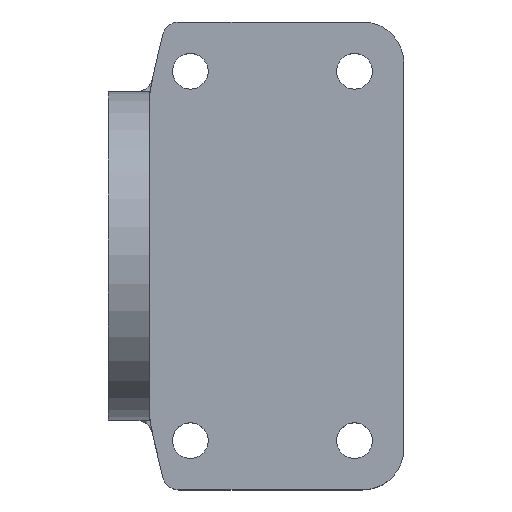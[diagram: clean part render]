
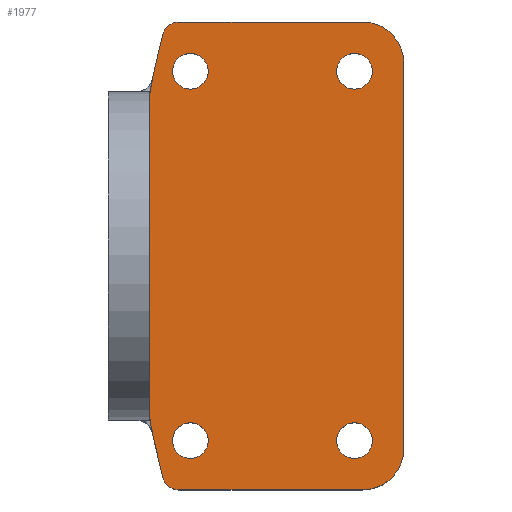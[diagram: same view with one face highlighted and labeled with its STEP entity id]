
A CAD part, top view. The second image highlights one B-rep face of the part: STEP entity #1977.
In plain terms, the highlighted planar face has unit normal (0, 0, 1).
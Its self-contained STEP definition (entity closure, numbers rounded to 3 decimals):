
#1287 = VERTEX_POINT('',#1288);
#1288 = CARTESIAN_POINT('',(5.,-18.416,-25.));
#1301 = EDGE_CURVE('',#1287,#1302,#1304,.T.);
#1302 = VERTEX_POINT('',#1303);
#1303 = CARTESIAN_POINT('',(5.,18.416,-25.));
#1304 = LINE('',#1305,#1306);
#1305 = CARTESIAN_POINT('',(5.,-20.,-25.));
#1306 = VECTOR('',#1307,1.);
#1307 = DIRECTION('',(0.,1.,0.));
#1379 = VERTEX_POINT('',#1380);
#1380 = CARTESIAN_POINT('',(5.363,21.542,-25.));
#1406 = EDGE_CURVE('',#1379,#1302,#1407,.T.);
#1407 = B_SPLINE_CURVE_WITH_KNOTS('',9,(#1408,#1409,#1410,#1411,#1412,
    #1413,#1414,#1415,#1416,#1417),.UNSPECIFIED.,.F.,.F.,(10,10),(0.,1.)
  ,.PIECEWISE_BEZIER_KNOTS.);
#1408 = CARTESIAN_POINT('',(5.363,21.542,-25.));
#1409 = CARTESIAN_POINT('',(5.283,21.201,-25.));
#1410 = CARTESIAN_POINT('',(5.212,20.857,-25.));
#1411 = CARTESIAN_POINT('',(5.152,20.512,-25.));
#1412 = CARTESIAN_POINT('',(5.101,20.165,-25.));
#1413 = CARTESIAN_POINT('',(5.061,19.816,-25.));
#1414 = CARTESIAN_POINT('',(5.03,19.467,-25.));
#1415 = CARTESIAN_POINT('',(5.01,19.117,-25.));
#1416 = CARTESIAN_POINT('',(5.,18.766,-25.));
#1417 = CARTESIAN_POINT('',(5.,18.416,-25.));
#1507 = VERTEX_POINT('',#1508);
#1508 = CARTESIAN_POINT('',(5.363,-21.542,-25.));
#1535 = EDGE_CURVE('',#1507,#1287,#1536,.T.);
#1536 = B_SPLINE_CURVE_WITH_KNOTS('',9,(#1537,#1538,#1539,#1540,#1541,
    #1542,#1543,#1544,#1545,#1546),.UNSPECIFIED.,.F.,.F.,(10,10),(0.,1.)
  ,.PIECEWISE_BEZIER_KNOTS.);
#1537 = CARTESIAN_POINT('',(5.363,-21.542,-25.));
#1538 = CARTESIAN_POINT('',(5.283,-21.201,-25.));
#1539 = CARTESIAN_POINT('',(5.212,-20.857,-25.));
#1540 = CARTESIAN_POINT('',(5.152,-20.512,-25.));
#1541 = CARTESIAN_POINT('',(5.101,-20.165,-25.));
#1542 = CARTESIAN_POINT('',(5.061,-19.816,-25.));
#1543 = CARTESIAN_POINT('',(5.03,-19.467,-25.));
#1544 = CARTESIAN_POINT('',(5.01,-19.117,-25.));
#1545 = CARTESIAN_POINT('',(5.,-18.766,-25.));
#1546 = CARTESIAN_POINT('',(5.,-18.416,-25.));
#1637 = VERTEX_POINT('',#1638);
#1638 = CARTESIAN_POINT('',(8.584,-28.5,-25.));
#1644 = EDGE_CURVE('',#1637,#1645,#1647,.T.);
#1645 = VERTEX_POINT('',#1646);
#1646 = CARTESIAN_POINT('',(31.,-28.5,-25.));
#1647 = LINE('',#1648,#1649);
#1648 = CARTESIAN_POINT('',(7.,-28.5,-25.));
#1649 = VECTOR('',#1650,1.);
#1650 = DIRECTION('',(1.,0.,0.));
#1668 = VERTEX_POINT('',#1669);
#1669 = CARTESIAN_POINT('',(36.,-23.5,-25.));
#1675 = EDGE_CURVE('',#1645,#1668,#1676,.T.);
#1676 = CIRCLE('',#1677,5.);
#1677 = AXIS2_PLACEMENT_3D('',#1678,#1679,#1680);
#1678 = CARTESIAN_POINT('',(31.,-23.5,-25.));
#1679 = DIRECTION('',(0.,0.,1.));
#1680 = DIRECTION('',(1.,0.,0.));
#1693 = EDGE_CURVE('',#1694,#1637,#1696,.T.);
#1694 = VERTEX_POINT('',#1695);
#1695 = CARTESIAN_POINT('',(6.637,-26.958,-25.));
#1696 = CIRCLE('',#1697,2.);
#1697 = AXIS2_PLACEMENT_3D('',#1698,#1699,#1700);
#1698 = CARTESIAN_POINT('',(8.584,-26.5,-25.));
#1699 = DIRECTION('',(0.,0.,1.));
#1700 = DIRECTION('',(1.,0.,0.));
#1718 = EDGE_CURVE('',#1668,#1719,#1721,.T.);
#1719 = VERTEX_POINT('',#1720);
#1720 = CARTESIAN_POINT('',(36.,23.5,-25.));
#1721 = LINE('',#1722,#1723);
#1722 = CARTESIAN_POINT('',(36.,-28.5,-25.));
#1723 = VECTOR('',#1724,1.);
#1724 = DIRECTION('',(0.,1.,0.));
#1748 = EDGE_CURVE('',#1507,#1694,#1749,.T.);
#1749 = LINE('',#1750,#1751);
#1750 = CARTESIAN_POINT('',(5.,-20.,-25.));
#1751 = VECTOR('',#1752,1.);
#1752 = DIRECTION('',(0.229,-0.973,0.)
  );
#1765 = VERTEX_POINT('',#1766);
#1766 = CARTESIAN_POINT('',(31.,28.5,-25.));
#1772 = EDGE_CURVE('',#1719,#1765,#1773,.T.);
#1773 = CIRCLE('',#1774,5.);
#1774 = AXIS2_PLACEMENT_3D('',#1775,#1776,#1777);
#1775 = CARTESIAN_POINT('',(31.,23.5,-25.));
#1776 = DIRECTION('',(0.,0.,1.));
#1777 = DIRECTION('',(1.,0.,0.));
#1790 = EDGE_CURVE('',#1765,#1791,#1793,.T.);
#1791 = VERTEX_POINT('',#1792);
#1792 = CARTESIAN_POINT('',(8.584,28.5,-25.));
#1793 = LINE('',#1794,#1795);
#1794 = CARTESIAN_POINT('',(36.,28.5,-25.));
#1795 = VECTOR('',#1796,1.);
#1796 = DIRECTION('',(-1.,0.,0.));
#1814 = EDGE_CURVE('',#1815,#1791,#1817,.T.);
#1815 = VERTEX_POINT('',#1816);
#1816 = CARTESIAN_POINT('',(6.637,26.958,-25.));
#1817 = CIRCLE('',#1818,2.);
#1818 = AXIS2_PLACEMENT_3D('',#1819,#1820,#1821);
#1819 = CARTESIAN_POINT('',(8.584,26.5,-25.));
#1820 = DIRECTION('',(0.,0.,-1.));
#1821 = DIRECTION('',(1.,0.,0.));
#1839 = EDGE_CURVE('',#1379,#1815,#1840,.T.);
#1840 = LINE('',#1841,#1842);
#1841 = CARTESIAN_POINT('',(5.,20.,-25.));
#1842 = VECTOR('',#1843,1.);
#1843 = DIRECTION('',(0.229,0.973,0.)
  );
#1855 = VERTEX_POINT('',#1856);
#1856 = CARTESIAN_POINT('',(30.,24.675,-25.));
#1862 = EDGE_CURVE('',#1855,#1855,#1863,.T.);
#1863 = CIRCLE('',#1864,2.175);
#1864 = AXIS2_PLACEMENT_3D('',#1865,#1866,#1867);
#1865 = CARTESIAN_POINT('',(30.,22.5,-25.));
#1866 = DIRECTION('',(0.,0.,-1.));
#1867 = DIRECTION('',(0.,1.,0.));
#1880 = VERTEX_POINT('',#1881);
#1881 = CARTESIAN_POINT('',(10.,24.675,-25.));
#1887 = EDGE_CURVE('',#1880,#1880,#1888,.T.);
#1888 = CIRCLE('',#1889,2.175);
#1889 = AXIS2_PLACEMENT_3D('',#1890,#1891,#1892);
#1890 = CARTESIAN_POINT('',(10.,22.5,-25.));
#1891 = DIRECTION('',(0.,0.,-1.));
#1892 = DIRECTION('',(0.,1.,0.));
#1905 = VERTEX_POINT('',#1906);
#1906 = CARTESIAN_POINT('',(10.,-20.325,-25.));
#1912 = EDGE_CURVE('',#1905,#1905,#1913,.T.);
#1913 = CIRCLE('',#1914,2.175);
#1914 = AXIS2_PLACEMENT_3D('',#1915,#1916,#1917);
#1915 = CARTESIAN_POINT('',(10.,-22.5,-25.));
#1916 = DIRECTION('',(0.,0.,-1.));
#1917 = DIRECTION('',(0.,1.,0.));
#1930 = VERTEX_POINT('',#1931);
#1931 = CARTESIAN_POINT('',(30.,-20.325,-25.));
#1937 = EDGE_CURVE('',#1930,#1930,#1938,.T.);
#1938 = CIRCLE('',#1939,2.175);
#1939 = AXIS2_PLACEMENT_3D('',#1940,#1941,#1942);
#1940 = CARTESIAN_POINT('',(30.,-22.5,-25.));
#1941 = DIRECTION('',(0.,0.,-1.));
#1942 = DIRECTION('',(0.,1.,0.));
#1977 = ADVANCED_FACE('',(#1978,#1992,#1995,#1998,#2001),#2004,.T.);
#1978 = FACE_BOUND('',#1979,.T.);
#1979 = EDGE_LOOP('',(#1980,#1981,#1982,#1983,#1984,#1985,#1986,#1987,
    #1988,#1989,#1990,#1991));
#1980 = ORIENTED_EDGE('',*,*,#1644,.T.);
#1981 = ORIENTED_EDGE('',*,*,#1675,.T.);
#1982 = ORIENTED_EDGE('',*,*,#1718,.T.);
#1983 = ORIENTED_EDGE('',*,*,#1772,.T.);
#1984 = ORIENTED_EDGE('',*,*,#1790,.T.);
#1985 = ORIENTED_EDGE('',*,*,#1814,.F.);
#1986 = ORIENTED_EDGE('',*,*,#1839,.F.);
#1987 = ORIENTED_EDGE('',*,*,#1406,.T.);
#1988 = ORIENTED_EDGE('',*,*,#1301,.F.);
#1989 = ORIENTED_EDGE('',*,*,#1535,.F.);
#1990 = ORIENTED_EDGE('',*,*,#1748,.T.);
#1991 = ORIENTED_EDGE('',*,*,#1693,.T.);
#1992 = FACE_BOUND('',#1993,.T.);
#1993 = EDGE_LOOP('',(#1994));
#1994 = ORIENTED_EDGE('',*,*,#1862,.T.);
#1995 = FACE_BOUND('',#1996,.T.);
#1996 = EDGE_LOOP('',(#1997));
#1997 = ORIENTED_EDGE('',*,*,#1937,.T.);
#1998 = FACE_BOUND('',#1999,.T.);
#1999 = EDGE_LOOP('',(#2000));
#2000 = ORIENTED_EDGE('',*,*,#1887,.T.);
#2001 = FACE_BOUND('',#2002,.T.);
#2002 = EDGE_LOOP('',(#2003));
#2003 = ORIENTED_EDGE('',*,*,#1912,.T.);
#2004 = PLANE('',#2005);
#2005 = AXIS2_PLACEMENT_3D('',#2006,#2007,#2008);
#2006 = CARTESIAN_POINT('',(20.71,0.,-25.));
#2007 = DIRECTION('',(0.,0.,1.));
#2008 = DIRECTION('',(1.,0.,0.));
